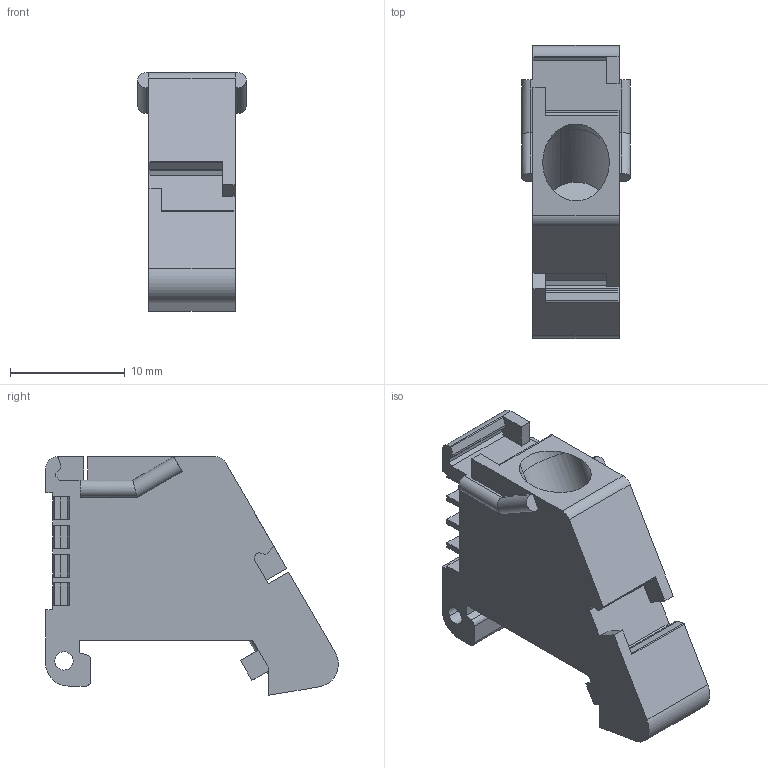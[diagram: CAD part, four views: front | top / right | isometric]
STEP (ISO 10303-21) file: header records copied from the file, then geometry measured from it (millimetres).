
FILE_DESCRIPTION(('CATIA V5 STEP Exchange','CAx-IF Rec.Pracs.--- Model Styling and Organization---1.5--- 2016-08-15','CAx-IF Rec.Pracs.---Supplemental Geometry---1.0---2011-11-01','CAx-IF Rec.Pracs.--- Composite Materials ---1.1---2010-07-15'),'2;1');
FILE_NAME ('D1445922_2', '2024-05-30T05:09:36+00:00', ('none'), ('Weidmueller'), 'CATIA Version 5-6 Release 2022 SP4 HF5', 'CATIA V5 STEP AP214 v3', 'none');
FILE_SCHEMA(('AUTOMOTIVE_DESIGN { 1 0 10303 214 1 1 1 1 }'));
Length unit declared in the file: millimetre
Products named in the file (1): 0382860000
Bounding box: 9.5 x 25.53 x 20.8 mm (x, y, z)
Volume: 2186.5 mm3; surface area: 2156.8 mm2
Topology: 1 solids, 1 shells, 176 faces, 489 edges, 320 vertices
Faces by surface type: plane 138, cylinder 31, cone 7
Entity records: 5609 total; most frequent: CARTESIAN_POINT 1143, ORIENTED_EDGE 978, DIRECTION 711, EDGE_CURVE 489, VECTOR 416, LINE 416, VERTEX_POINT 320, EDGE_LOOP 183
